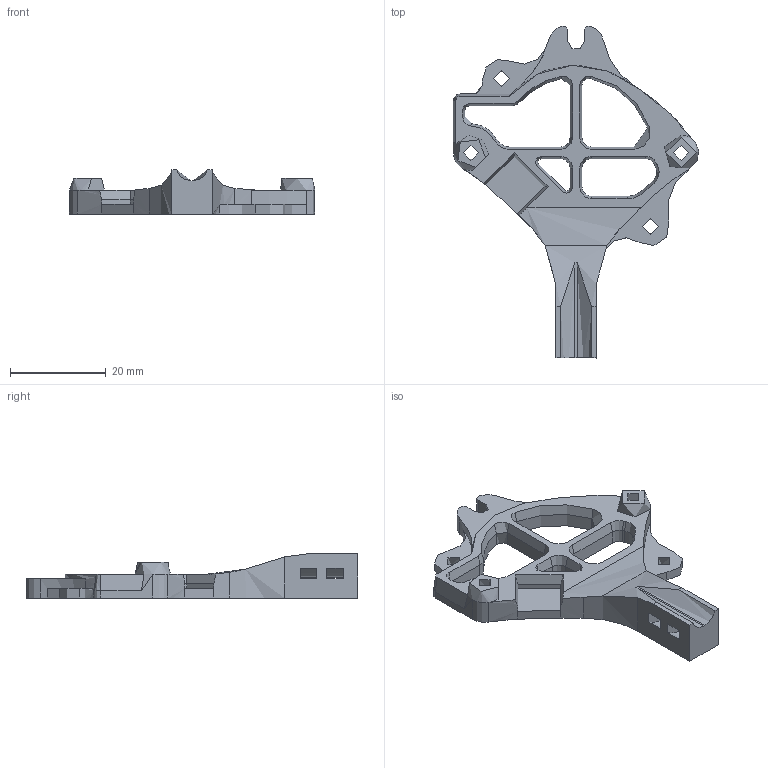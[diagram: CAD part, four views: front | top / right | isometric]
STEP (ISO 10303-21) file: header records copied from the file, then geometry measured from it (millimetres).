
FILE_DESCRIPTION(/* description */ ('STEP AP242','CAx-IF Rec.Pracs.---Representation and Presentation of Product Manufacturing Information (PMI)---4.0---2014-10-13','CAx-IF Rec.Pracs.---3D Tessellated Geometry---0.4---2014-09-14','2;1'),/* implementation_level */ '2;1');
FILE_NAME(/* name */ 'A4T - THB Mount - LGX-L',/* time_stamp */ '2024-12-16T09:34:18Z',/* author */ (''),/* organization */ (''),/* preprocessor_version */ 'ST-DEVELOPER v20',/* originating_system */ 'ONSHAPE BY PTC INC, 1.191',/* authorisation */ ' ');
FILE_SCHEMA (('AP242_MANAGED_MODEL_BASED_3D_ENGINEERING_MIM_LF { 1 0 10303 442 1 1 4 }'));
Length unit declared in the file: millimetre
Products named in the file (2): A4T - THB Mount - LGX-L
Assembly tree (1 placements, depth 2):
  A4T - THB Mount - LGX-L
    A4T - THB Mount - LGX-L
Bounding box: 51.16 x 69.24 x 9.2 mm (x, y, z)
Topology: 0 solids, 3 shells, 157 faces, 416 edges, 262 vertices
Faces by surface type: plane 64, cylinder 63, cone 29, bspline 1
Full cylindrical faces by diameter (mm): 3.2 x2, 3.4 x2, 4 x1, 4.7 x2
Entity records: 4947 total; most frequent: CARTESIAN_POINT 979, DIRECTION 842, ORIENTED_EDGE 806, EDGE_CURVE 403, AXIS2_PLACEMENT_3D 315, VERTEX_POINT 259, LINE 212, VECTOR 212
